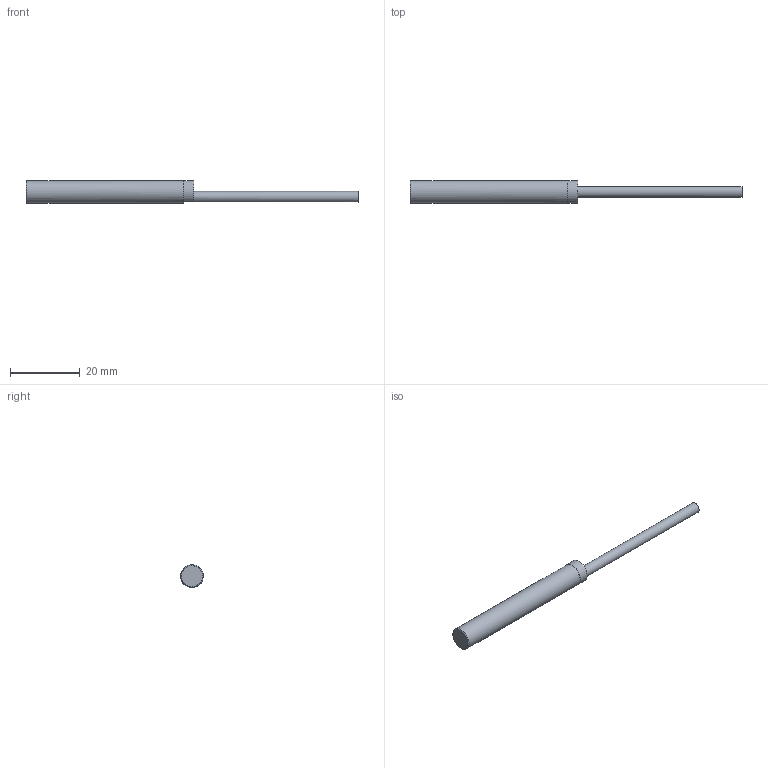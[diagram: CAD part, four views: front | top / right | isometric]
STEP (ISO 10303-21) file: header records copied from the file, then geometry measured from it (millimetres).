
FILE_DESCRIPTION(('FreeCAD Model'),'2;1');
FILE_NAME('DCC 65 M 03 xxLK.step','2016-02-01T10:34:38',('FreeCAD'),( 'FreeCAD'),'Open CASCADE STEP processor 6.7','FreeCAD','Unknown');
FILE_SCHEMA(('AUTOMOTIVE_DESIGN_CC2 { 1 2 10303 214 -1 1 5 4 }'));
Length unit declared in the file: millimetre
Products named in the file (1): DCC_6.5_M_03_xxLK
Bounding box: 95.3 x 6.6 x 6.55 mm (x, y, z)
Volume: 1948.2 mm3; surface area: 1524.2 mm2
Topology: 1 solids, 1 shells, 13 faces, 30 edges, 19 vertices
Faces by surface type: plane 7, cylinder 5, torus 1
Full cylindrical faces by diameter (mm): 3.1 x1, 6.5 x1
Entity records: 861 total; most frequent: CARTESIAN_POINT 185, DIRECTION 100, ORIENTED_EDGE 60, PCURVE 60, DEFINITIONAL_REPRESENTATION 60, LINE 34, VECTOR 34, EDGE_CURVE 30
